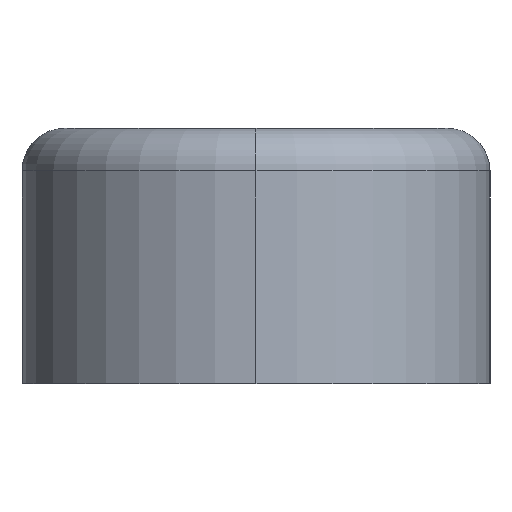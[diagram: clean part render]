
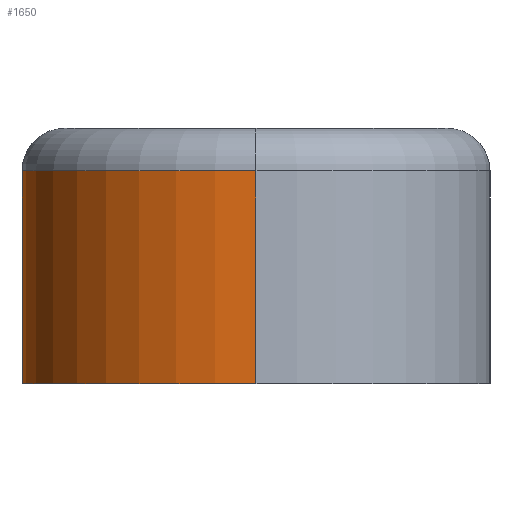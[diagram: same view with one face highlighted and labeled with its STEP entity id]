
A CAD part, left-side view. The second image highlights one B-rep face of the part: STEP entity #1650.
In plain terms, the highlighted cylindrical face has radius 11 mm (diameter 22 mm), a partial arc.
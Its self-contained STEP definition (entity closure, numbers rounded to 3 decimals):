
#1240=CARTESIAN_POINT('',(2.634,42.377,23.));
#1250=DIRECTION('',(0.,0.,-1.));
#1260=DIRECTION('',(-1.,0.,0.));
#1270=AXIS2_PLACEMENT_3D('',#1240,#1250,#1260);
#1280=CYLINDRICAL_SURFACE('',#1270,11.);
#1290=CARTESIAN_POINT('',(2.634,53.377,36.2))
;
#1300=DIRECTION('',(0.,0.,-1.));
#1310=VECTOR('',#1300,1.);
#1320=LINE('',#1290,#1310);
#1330=CARTESIAN_POINT('',(2.634,53.377,33.));
#1340=VERTEX_POINT('',#1330);
#1350=CARTESIAN_POINT('',(2.634,53.377,23.));
#1360=VERTEX_POINT('',#1350);
#1370=EDGE_CURVE('',#1340,#1360,#1320,.T.);
#1380=ORIENTED_EDGE('',*,*,#1370,.T.);
#1390=CARTESIAN_POINT('',(2.634,42.377,33.));
#1400=DIRECTION('',(0.,0.,-1.));
#1410=DIRECTION('',(-1.,0.,0.));
#1420=AXIS2_PLACEMENT_3D('',#1390,#1400,#1410);
#1430=CIRCLE('',#1420,11.);
#1440=CARTESIAN_POINT('',(-8.366,42.377,33.));
#1450=VERTEX_POINT('',#1440);
#1460=EDGE_CURVE('',#1450,#1340,#1430,.T.);
#1470=ORIENTED_EDGE('',*,*,#1460,.T.);
#1480=CARTESIAN_POINT('',(-8.366,42.377,23.));
#1490=DIRECTION('',(0.,0.,-1.));
#1500=VECTOR('',#1490,1.);
#1510=LINE('',#1480,#1500);
#1520=CARTESIAN_POINT('',(-8.366,42.377,23.));
#1530=VERTEX_POINT('',#1520);
#1540=EDGE_CURVE('',#1450,#1530,#1510,.T.);
#1550=ORIENTED_EDGE('',*,*,#1540,.F.);
#1560=CARTESIAN_POINT('',(2.634,42.377,23.));
#1570=DIRECTION('',(0.,0.,-1.));
#1580=DIRECTION('',(-1.,0.,0.));
#1590=AXIS2_PLACEMENT_3D('',#1560,#1570,#1580);
#1600=CIRCLE('',#1590,11.);
#1610=EDGE_CURVE('',#1530,#1360,#1600,.T.);
#1620=ORIENTED_EDGE('',*,*,#1610,.F.);
#1630=EDGE_LOOP('',(#1620,#1550,#1470,#1380));
#1640=FACE_OUTER_BOUND('',#1630,.T.);
#1650=ADVANCED_FACE('',(#1640),#1280,.T.);
